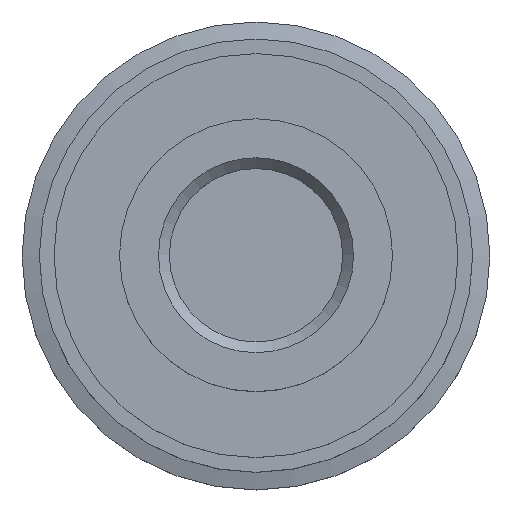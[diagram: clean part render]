
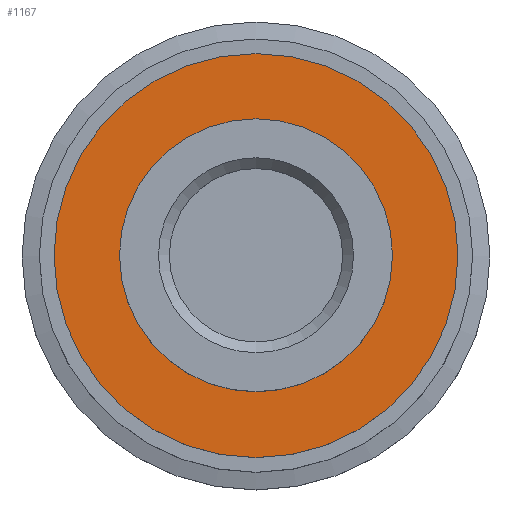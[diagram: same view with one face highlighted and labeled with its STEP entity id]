
A CAD part, top view. The second image highlights one B-rep face of the part: STEP entity #1167.
In plain terms, the highlighted planar face has unit normal (0, 0, 1).
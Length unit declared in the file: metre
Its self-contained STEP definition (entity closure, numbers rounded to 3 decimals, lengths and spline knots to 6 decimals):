
#353=ORIENTED_EDGE('',*,*,#465,.T.);
#354=ORIENTED_EDGE('',*,*,#459,.F.);
#459=EDGE_CURVE('',#575,#575,#665,.T.);
#465=EDGE_CURVE('',#581,#581,#671,.T.);
#575=VERTEX_POINT('',#3105);
#581=VERTEX_POINT('',#3122);
#665=CIRCLE('',#1431,0.023683);
#671=CIRCLE('',#1442,0.014596);
#849=EDGE_LOOP('',(#353));
#850=EDGE_LOOP('',(#354));
#1044=FACE_BOUND('',#849,.T.);
#1045=FACE_BOUND('',#850,.T.);
#1071=PLANE('',#1443);
#1167=ADVANCED_FACE('',(#1044,#1045),#1071,.T.);
#1431=AXIS2_PLACEMENT_3D('',#3104,#1804,#1805);
#1442=AXIS2_PLACEMENT_3D('',#3121,#1826,#1827);
#1443=AXIS2_PLACEMENT_3D('',#3123,#1828,#1829);
#1804=DIRECTION('',(0.,0.,-1.));
#1805=DIRECTION('',(-1.,0.,0.));
#1826=DIRECTION('',(0.,0.,-1.));
#1827=DIRECTION('',(-1.,0.,0.));
#1828=DIRECTION('',(0.,0.,1.));
#1829=DIRECTION('',(1.,0.,0.));
#3104=CARTESIAN_POINT('',(0.,0.,0.02479));
#3105=CARTESIAN_POINT('',(-0.023683,0.,0.02479));
#3121=CARTESIAN_POINT('',(0.,0.,0.02479));
#3122=CARTESIAN_POINT('',(-0.014596,0.,0.02479));
#3123=CARTESIAN_POINT('',(-0.019139,0.,0.02479));
